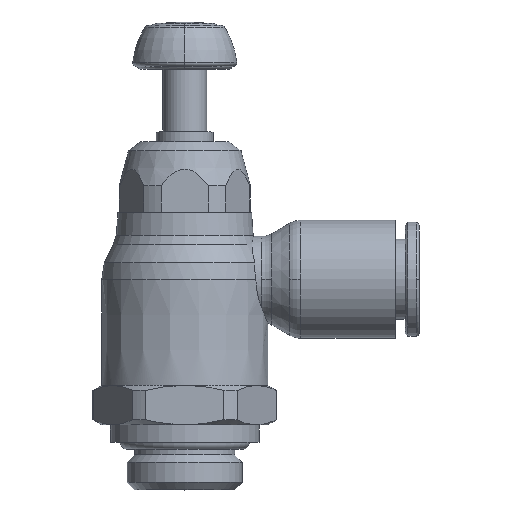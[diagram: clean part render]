
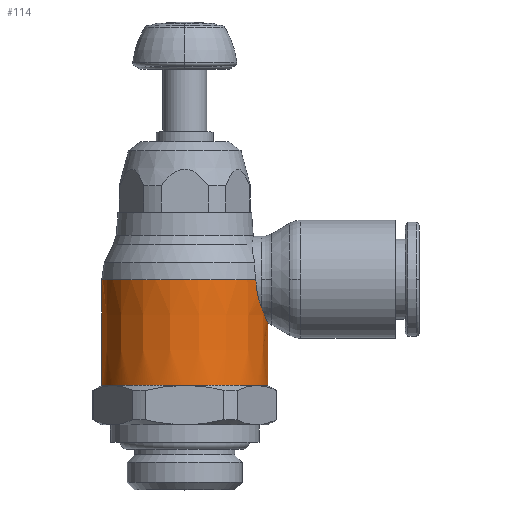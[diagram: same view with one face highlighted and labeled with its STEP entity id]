
A CAD part, top view. The second image highlights one B-rep face of the part: STEP entity #114.
In plain terms, the highlighted conical face has half-angle 0 degrees and reference radius 9.5 mm.
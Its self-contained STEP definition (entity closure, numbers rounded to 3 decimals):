
#114=ADVANCED_FACE('',(#315),#316,.T.);
#315=FACE_OUTER_BOUND('',#583,.T.);
#316=CONICAL_SURFACE('',#584,9.5,0.);
#583=EDGE_LOOP('',(#1245,#1246,#1247,#1248,#1249,#1250));
#584=AXIS2_PLACEMENT_3D('',#1251,#1252,#1253);
#1245=ORIENTED_EDGE('',*,*,#1835,.T.);
#1246=ORIENTED_EDGE('',*,*,#1739,.T.);
#1247=ORIENTED_EDGE('',*,*,#1872,.T.);
#1248=ORIENTED_EDGE('',*,*,#1925,.F.);
#1249=ORIENTED_EDGE('',*,*,#1837,.T.);
#1250=ORIENTED_EDGE('',*,*,#1926,.T.);
#1251=CARTESIAN_POINT('',(0.0,6.051,0.0));
#1252=DIRECTION('',(-0.0,1.0,-0.0));
#1253=DIRECTION('',(1.0,0.0,0.0));
#1739=EDGE_CURVE('',#2071,#2069,#2072,.T.);
#1835=EDGE_CURVE('',#2247,#2071,#2248,.T.);
#1837=EDGE_CURVE('',#2242,#2249,#2251,.T.);
#1872=EDGE_CURVE('',#2069,#2307,#2309,.T.);
#1925=EDGE_CURVE('',#2242,#2307,#2390,.T.);
#1926=EDGE_CURVE('',#2249,#2247,#2391,.T.);
#2069=VERTEX_POINT('',#2582);
#2071=VERTEX_POINT('',#2584);
#2072=B_SPLINE_CURVE_WITH_KNOTS('',3,(#2585,#2586,#2587,#2588,#2589,#2590,#2591,#2592,#2593,#2594,#2595,#2596),.UNSPECIFIED.,.F.,.F.,(4,2,2,2,2,4),(0.0,2.206,3.907,5.468,7.048,8.829),.UNSPECIFIED.);
#2242=VERTEX_POINT('',#2901);
#2247=VERTEX_POINT('',#2914);
#2248=LINE('',#2915,#2916);
#2249=VERTEX_POINT('',#2917);
#2251=LINE('',#2919,#2920);
#2307=VERTEX_POINT('',#3024);
#2309=B_SPLINE_CURVE_WITH_KNOTS('',3,(#3033,#3034,#3035,#3036,#3037,#3038,#3039,#3040,#3041,#3042),.UNSPECIFIED.,.F.,.F.,(4,2,2,2,4),(26.844,27.347,28.292,29.237,30.123),.UNSPECIFIED.);
#2390=CIRCLE('',#3291,9.5);
#2391=CIRCLE('',#3292,9.5);
#2582=CARTESIAN_POINT('',(8.726,9.014,3.756));
#2584=CARTESIAN_POINT('',(9.5,7.137,0.));
#2585=CARTESIAN_POINT('',(8.726,9.014,-3.756));
#2586=CARTESIAN_POINT('',(8.922,8.47,-3.301));
#2587=CARTESIAN_POINT('',(9.121,8.,-2.737));
#2588=CARTESIAN_POINT('',(9.378,7.408,-1.602));
#2589=CARTESIAN_POINT('',(9.457,7.233,-1.066));
#2590=CARTESIAN_POINT('',(9.514,7.106,0.015));
#2591=CARTESIAN_POINT('',(9.499,7.14,0.531));
#2592=CARTESIAN_POINT('',(9.388,7.388,1.545));
#2593=CARTESIAN_POINT('',(9.293,7.6,2.024));
#2594=CARTESIAN_POINT('',(9.045,8.184,2.95));
#2595=CARTESIAN_POINT('',(8.884,8.575,3.389));
#2596=CARTESIAN_POINT('',(8.726,9.014,3.756));
#2901=CARTESIAN_POINT('',(-9.5,12.102,0.));
#2914=CARTESIAN_POINT('',(9.5,0.0,0.));
#2915=CARTESIAN_POINT('',(9.5,6.051,0.));
#2916=VECTOR('',#3955,1.0);
#2917=CARTESIAN_POINT('',(-9.5,0.0,0.));
#2919=CARTESIAN_POINT('',(-9.5,6.051,0.));
#2920=VECTOR('',#3959,1.0);
#3024=CARTESIAN_POINT('',(8.139,12.102,4.9));
#3033=CARTESIAN_POINT('',(8.726,9.014,3.756));
#3034=CARTESIAN_POINT('',(8.68,9.141,3.863));
#3035=CARTESIAN_POINT('',(8.634,9.276,3.965));
#3036=CARTESIAN_POINT('',(8.504,9.681,4.239));
#3037=CARTESIAN_POINT('',(8.424,9.968,4.394));
#3038=CARTESIAN_POINT('',(8.288,10.569,4.646));
#3039=CARTESIAN_POINT('',(8.232,10.884,4.742));
#3040=CARTESIAN_POINT('',(8.16,11.502,4.865));
#3041=CARTESIAN_POINT('',(8.141,11.806,4.896));
#3042=CARTESIAN_POINT('',(8.139,12.102,4.9));
#3291=AXIS2_PLACEMENT_3D('',#4140,#4141,#4142);
#3292=AXIS2_PLACEMENT_3D('',#4143,#4144,#4145);
#3955=DIRECTION('',(0.,1.,0.));
#3959=DIRECTION('',(0.,-1.,0.));
#4140=CARTESIAN_POINT('',(0.0,12.102,0.0));
#4141=DIRECTION('',(-0.0,1.0,0.0));
#4142=DIRECTION('',(1.0,0.0,0.0));
#4143=CARTESIAN_POINT('',(0.0,0.0,0.0));
#4144=DIRECTION('',(-0.0,1.0,0.0));
#4145=DIRECTION('',(1.0,0.0,0.0));
